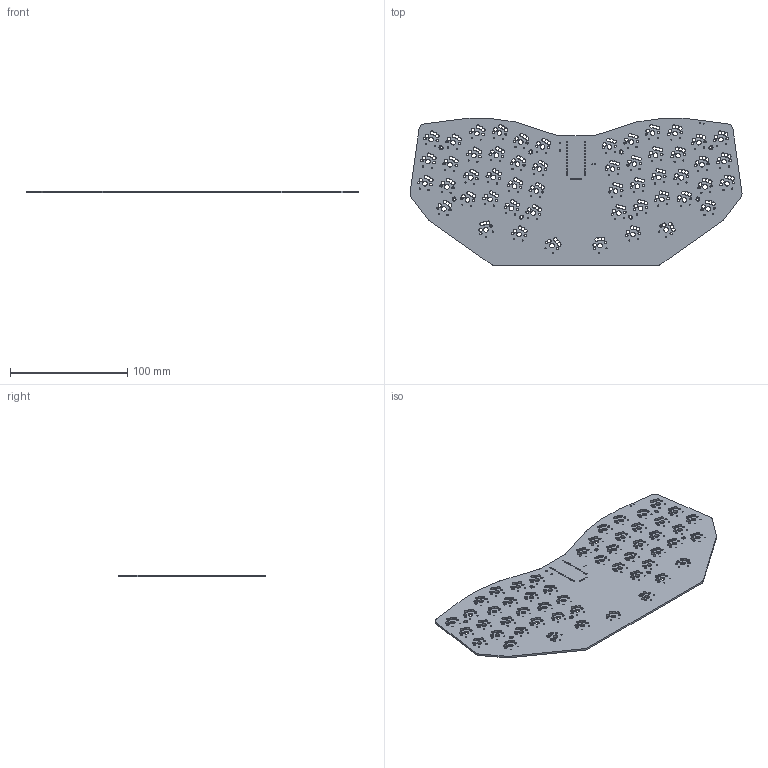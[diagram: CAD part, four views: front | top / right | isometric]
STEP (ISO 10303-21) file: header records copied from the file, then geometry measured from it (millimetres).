
FILE_DESCRIPTION(('KiCad electronic assembly'),'2;1');
FILE_NAME('shockboard.step','2024-05-09T14:16:12',('Pcbnew'),('Kicad'), 'Open CASCADE STEP processor 7.7','KiCad to STEP converter','Unknown' );
FILE_SCHEMA(('AUTOMOTIVE_DESIGN { 1 0 10303 214 1 1 1 1 }'));
Length unit declared in the file: millimetre
Products named in the file (2): shockboard 1; shockboard_PCB
Assembly tree (1 placements, depth 2):
  shockboard 1
    shockboard_PCB
Bounding box: 282.87 x 125.95 x 1.6 mm (x, y, z)
Volume: 43747.7 mm3; surface area: 61545.9 mm2
Topology: 1 solids, 1 shells, 1120 faces, 3354 edges, 2236 vertices
Faces by surface type: cylinder 1102, plane 18
Full cylindrical faces by diameter (mm): 0.4 x64, 0.75 x2, 0.9 x2, 0.991 x104, 1 x4, 1.092 x24, 1.3 x2, 2.2 x8, 3 x52, 3.988 x52
Entity records: 41039 total; most frequent: DIRECTION 7802, CARTESIAN_POINT 6712, ORIENTED_EDGE 6708, EDGE_CURVE 3354, AXIS2_PLACEMENT_3D 3326, VERTEX_POINT 2236, CIRCLE 2204, FACE_BOUND 2060
